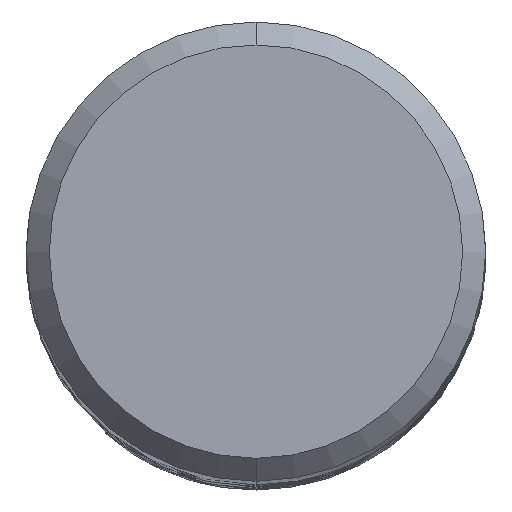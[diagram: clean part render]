
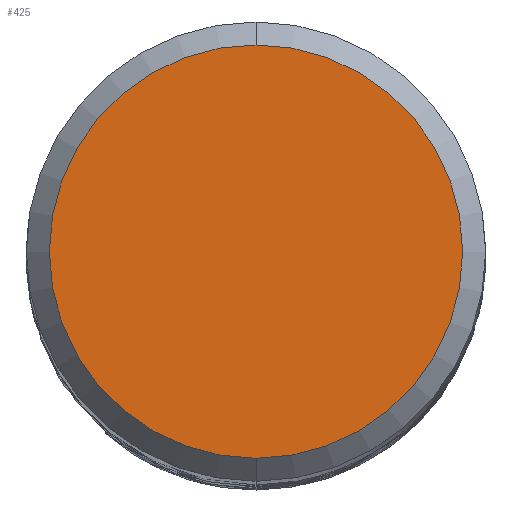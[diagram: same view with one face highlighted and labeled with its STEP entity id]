
A CAD part, top view. The second image highlights one B-rep face of the part: STEP entity #425.
In plain terms, the highlighted planar face has unit normal (0, 0, 1).
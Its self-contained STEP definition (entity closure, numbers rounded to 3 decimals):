
#345=EDGE_CURVE('',#357,#629,#829,.T.);
#357=VERTEX_POINT('',#842);
#361=EDGE_CURVE('',#629,#357,#847,.T.);
#425=ADVANCED_FACE('',(#915),#916,.T.);
#629=VERTEX_POINT('',#1141);
#829=CIRCLE('',#3135,7.2);
#842=CARTESIAN_POINT('',(0.,-7.2,0.0));
#847=CIRCLE('',#3164,7.2);
#915=FACE_OUTER_BOUND('',#3626,.T.);
#916=PLANE('',#3627);
#1141=CARTESIAN_POINT('',(0.0,7.2,0.0));
#3135=AXIS2_PLACEMENT_3D('',#7393,#7394,#7395);
#3164=AXIS2_PLACEMENT_3D('',#7428,#7429,#7430);
#3626=EDGE_LOOP('',(#7526,#7527));
#3627=AXIS2_PLACEMENT_3D('',#7528,#7529,#7530);
#7393=CARTESIAN_POINT('',(0.0,0.0,0.0));
#7394=DIRECTION('',(0.0,0.0,-1.0));
#7395=DIRECTION('',(0.0,1.0,0.0));
#7428=CARTESIAN_POINT('',(0.0,0.0,0.0));
#7429=DIRECTION('',(0.0,0.0,-1.0));
#7430=DIRECTION('',(0.0,1.0,0.0));
#7526=ORIENTED_EDGE('',*,*,#361,.F.);
#7527=ORIENTED_EDGE('',*,*,#345,.F.);
#7528=CARTESIAN_POINT('',(0.0,3.6,0.0));
#7529=DIRECTION('',(-0.0,0.0,1.0));
#7530=DIRECTION('',(0.0,-1.0,0.0));
